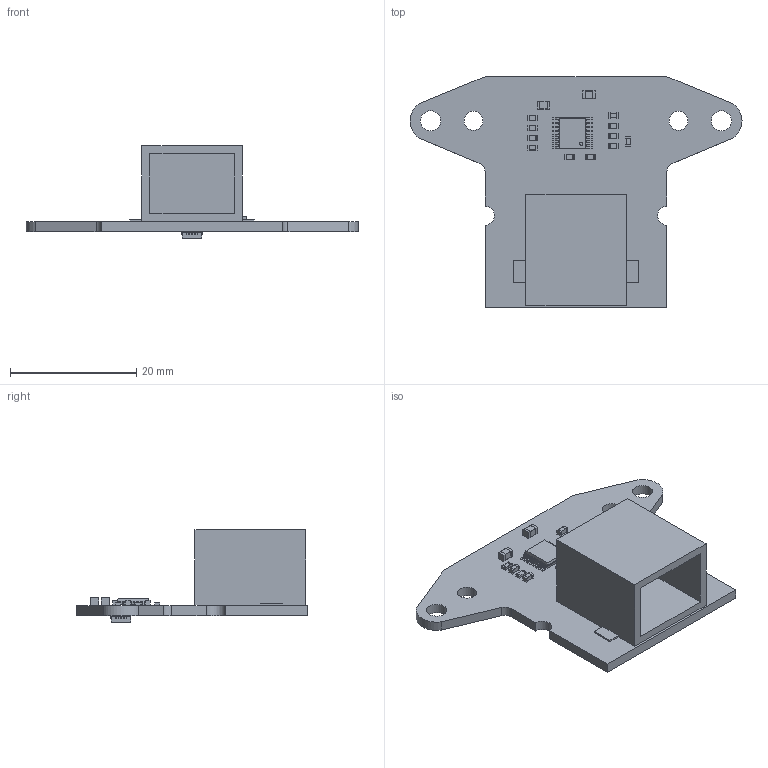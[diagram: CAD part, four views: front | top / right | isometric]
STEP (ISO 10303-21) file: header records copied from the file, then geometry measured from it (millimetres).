
FILE_DESCRIPTION(('KiCad electronic assembly'),'2;1');
FILE_NAME('DifferentialEncoderSlave.step','2020-12-17T14:14:14',( 'An Author'),('A Company'),'Open CASCADE STEP processor 6.9', 'KiCad to STEP converter','Unknown');
FILE_SCHEMA(('AUTOMOTIVE_DESIGN { 1 0 10303 214 1 1 1 1 }'));
Length unit declared in the file: millimetre
Products named in the file (14): Open CASCADE STEP translator 6.9 1; RJLSE4x1xx; SOLID; QFN-3x3_MA702_MNP; COMPOUND; TSSOP-16_4.4x5mm_P0.65mm; R_0603_1608Metric; C_0603_1608Metric; C_0805_2012Metric
Assembly tree (23 placements, depth 3):
  Open CASCADE STEP translator 6.9 1
    RJLSE4x1xx
      SOLID
    QFN-3x3_MA702_MNP
      COMPOUND
    TSSOP-16_4.4x5mm_P0.65mm
      SOLID
    R_0603_1608Metric  x7
      SOLID
    C_0603_1608Metric  x4
      SOLID
    C_0805_2012Metric  x2
      SOLID
    COMPOUND
Bounding box: 52.52 x 36.5 x 14.61 mm (x, y, z)
Volume: 3297.4 mm3; surface area: 5110.2 mm2
Topology: 35 solids, 35 shells, 796 faces, 2032 edges, 1320 vertices
Faces by surface type: plane 564, cylinder 204, bspline 28
Full cylindrical faces by diameter (mm): 0.155 x1, 0.5 x1, 3 x2, 3.2 x2
Entity records: 37449 total; most frequent: CARTESIAN_POINT 6689, DIRECTION 5087, LINE 3489, VECTOR 3489, ORIENTED_EDGE 2672, PCURVE 2672, DEFINITIONAL_REPRESENTATION 2672, EDGE_CURVE 1336
